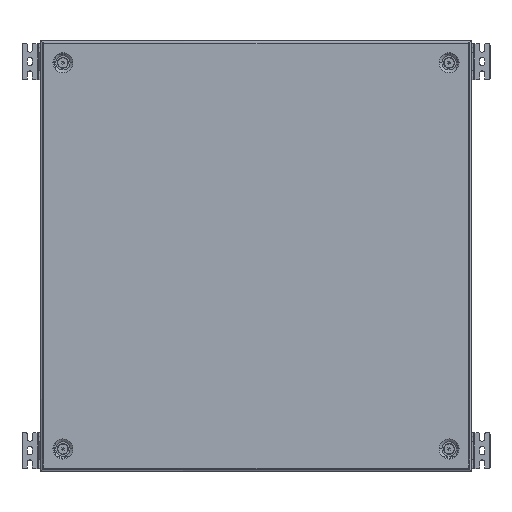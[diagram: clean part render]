
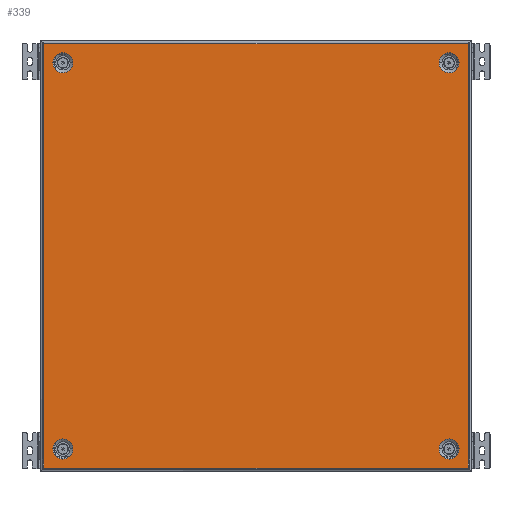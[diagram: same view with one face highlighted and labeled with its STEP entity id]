
A CAD part, top view. The second image highlights one B-rep face of the part: STEP entity #339.
In plain terms, the highlighted planar face has unit normal (0, 0, 1).
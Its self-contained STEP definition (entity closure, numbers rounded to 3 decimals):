
#115 = CIRCLE ( 'NONE', #9856, 14. ) ;
#339 = ADVANCED_FACE ( 'NONE', ( #11011, #24671, #28735, #20171, #8838 ), #26552, .T. ) ;
#496 = VERTEX_POINT ( 'NONE', #12609 ) ;
#742 = CARTESIAN_POINT ( 'NONE',  ( -255., -269., 0. ) ) ;
#850 = ORIENTED_EDGE ( 'NONE', *, *, #15311, .F. ) ;
#853 = ORIENTED_EDGE ( 'NONE', *, *, #24896, .T. ) ;
#917 = DIRECTION ( 'NONE',  ( -1., 0., 0. ) ) ;
#983 = LINE ( 'NONE', #9294, #6137 ) ;
#1891 = EDGE_LOOP ( 'NONE', ( #20056, #850 ) ) ;
#1927 = ORIENTED_EDGE ( 'NONE', *, *, #3615, .T. ) ;
#2025 = VERTEX_POINT ( 'NONE', #6900 ) ;
#2349 = CIRCLE ( 'NONE', #5164, 14. ) ;
#2442 = AXIS2_PLACEMENT_3D ( 'NONE', #26305, #26034, #15296 ) ;
#2868 = CARTESIAN_POINT ( 'NONE',  ( -295.5, -295.5, 0. ) ) ;
#2993 = ORIENTED_EDGE ( 'NONE', *, *, #8883, .F. ) ;
#3340 = AXIS2_PLACEMENT_3D ( 'NONE', #27485, #18609, #13827 ) ;
#3359 = AXIS2_PLACEMENT_3D ( 'NONE', #28675, #18862, #21713 ) ;
#3481 = ORIENTED_EDGE ( 'NONE', *, *, #6926, .T. ) ;
#3615 = EDGE_CURVE ( 'NONE', #5277, #22627, #24344, .T. ) ;
#4033 = EDGE_CURVE ( 'NONE', #18479, #16203, #7849, .T. ) ;
#4623 = VECTOR ( 'NONE', #23569, 1000. ) ;
#4735 = VECTOR ( 'NONE', #26260, 1000. ) ;
#5002 = LINE ( 'NONE', #13861, #4623 ) ;
#5004 = CARTESIAN_POINT ( 'NONE',  ( 295.5, 295.5, 0. ) ) ;
#5164 = AXIS2_PLACEMENT_3D ( 'NONE', #8351, #14332, #6032 ) ;
#5239 = CARTESIAN_POINT ( 'NONE',  ( -269., -269., 0. ) ) ;
#5277 = VERTEX_POINT ( 'NONE', #2868 ) ;
#5387 = EDGE_CURVE ( 'NONE', #24676, #14686, #2349, .T. ) ;
#5604 = CARTESIAN_POINT ( 'NONE',  ( -295.4, -295.5, 0. ) ) ;
#5676 = ORIENTED_EDGE ( 'NONE', *, *, #4033, .F. ) ;
#5692 = ORIENTED_EDGE ( 'NONE', *, *, #19183, .T. ) ;
#6032 = DIRECTION ( 'NONE',  ( 1., 0., 0. ) ) ;
#6080 = CARTESIAN_POINT ( 'NONE',  ( -283., -269., 0. ) ) ;
#6137 = VECTOR ( 'NONE', #27013, 1000. ) ;
#6900 = CARTESIAN_POINT ( 'NONE',  ( 295.4, 295.5, 0. ) ) ;
#6926 = EDGE_CURVE ( 'NONE', #21169, #496, #19878, .T. ) ;
#7052 = EDGE_LOOP ( 'NONE', ( #5676, #9753 ) ) ;
#7379 = CARTESIAN_POINT ( 'NONE',  ( 295.793, 295.5, 0. ) ) ;
#7847 = DIRECTION ( 'NONE',  ( 0., 1., 0. ) ) ;
#7849 = CIRCLE ( 'NONE', #18509, 14. ) ;
#7977 = CIRCLE ( 'NONE', #3340, 14. ) ;
#8351 = CARTESIAN_POINT ( 'NONE',  ( 269., -269., 0. ) ) ;
#8355 = EDGE_CURVE ( 'NONE', #13866, #26614, #7977, .T. ) ;
#8838 = FACE_BOUND ( 'NONE', #7052, .T. ) ;
#8883 = EDGE_CURVE ( 'NONE', #24717, #16903, #983, .T. ) ;
#8962 = EDGE_CURVE ( 'NONE', #18519, #17425, #22363, .T. ) ;
#8991 = LINE ( 'NONE', #7379, #18111 ) ;
#9119 = VERTEX_POINT ( 'NONE', #5004 ) ;
#9222 = VECTOR ( 'NONE', #7847, 1000. ) ;
#9294 = CARTESIAN_POINT ( 'NONE',  ( -297.5, 295.5, 0. ) ) ;
#9391 = DIRECTION ( 'NONE',  ( 1., 0., 0. ) ) ;
#9485 = EDGE_CURVE ( 'NONE', #26614, #13866, #19153, .T. ) ;
#9588 = DIRECTION ( 'NONE',  ( -1., 0., 0. ) ) ;
#9753 = ORIENTED_EDGE ( 'NONE', *, *, #18080, .F. ) ;
#9856 = AXIS2_PLACEMENT_3D ( 'NONE', #5239, #20502, #9588 ) ;
#10021 = CARTESIAN_POINT ( 'NONE',  ( 295.5, -295.793, 0. ) ) ;
#10122 = ORIENTED_EDGE ( 'NONE', *, *, #27029, .T. ) ;
#11003 = EDGE_LOOP ( 'NONE', ( #22809, #13708 ) ) ;
#11011 = FACE_BOUND ( 'NONE', #11003, .T. ) ;
#11373 = ORIENTED_EDGE ( 'NONE', *, *, #19061, .T. ) ;
#11828 = DIRECTION ( 'NONE',  ( -1., 0., 0. ) ) ;
#12609 = CARTESIAN_POINT ( 'NONE',  ( 295.5, -295.5, 0. ) ) ;
#12904 = CARTESIAN_POINT ( 'NONE',  ( 283., 269., 0. ) ) ;
#13281 = CARTESIAN_POINT ( 'NONE',  ( 255., -269., 0. ) ) ;
#13708 = ORIENTED_EDGE ( 'NONE', *, *, #8355, .F. ) ;
#13827 = DIRECTION ( 'NONE',  ( 1., 0., 0. ) ) ;
#13861 = CARTESIAN_POINT ( 'NONE',  ( -295.5, 295.793, 0. ) ) ;
#13866 = VERTEX_POINT ( 'NONE', #18234 ) ;
#14146 = DIRECTION ( 'NONE',  ( 0., 0., 1. ) ) ;
#14332 = DIRECTION ( 'NONE',  ( 0., 0., 1. ) ) ;
#14686 = VERTEX_POINT ( 'NONE', #14993 ) ;
#14993 = CARTESIAN_POINT ( 'NONE',  ( 283., -269., 0. ) ) ;
#15076 = ORIENTED_EDGE ( 'NONE', *, *, #23925, .T. ) ;
#15135 = AXIS2_PLACEMENT_3D ( 'NONE', #24376, #15671, #17991 ) ;
#15296 = DIRECTION ( 'NONE',  ( 1., 0., 0. ) ) ;
#15311 = EDGE_CURVE ( 'NONE', #17425, #18519, #16579, .T. ) ;
#15527 = DIRECTION ( 'NONE',  ( 0., 0., 1. ) ) ;
#15671 = DIRECTION ( 'NONE',  ( 0., 0., 1. ) ) ;
#15672 = DIRECTION ( 'NONE',  ( -1., 0., 0. ) ) ;
#15931 = CARTESIAN_POINT ( 'NONE',  ( 269., 269., 0. ) ) ;
#16187 = VECTOR ( 'NONE', #9391, 1000. ) ;
#16203 = VERTEX_POINT ( 'NONE', #742 ) ;
#16395 = DIRECTION ( 'NONE',  ( 1., 0., 0. ) ) ;
#16526 = CARTESIAN_POINT ( 'NONE',  ( -295.793, -295.5, 0. ) ) ;
#16579 = CIRCLE ( 'NONE', #28618, 14. ) ;
#16773 = CARTESIAN_POINT ( 'NONE',  ( 295.793, 295.5, 0. ) ) ;
#16903 = VERTEX_POINT ( 'NONE', #21059 ) ;
#17425 = VERTEX_POINT ( 'NONE', #26760 ) ;
#17991 = DIRECTION ( 'NONE',  ( 1., 0., 0. ) ) ;
#18080 = EDGE_CURVE ( 'NONE', #16203, #18479, #115, .T. ) ;
#18111 = VECTOR ( 'NONE', #15672, 1000. ) ;
#18234 = CARTESIAN_POINT ( 'NONE',  ( -255., 269., 0. ) ) ;
#18479 = VERTEX_POINT ( 'NONE', #6080 ) ;
#18509 = AXIS2_PLACEMENT_3D ( 'NONE', #25037, #14146, #11828 ) ;
#18519 = VERTEX_POINT ( 'NONE', #12904 ) ;
#18609 = DIRECTION ( 'NONE',  ( 0., 0., 1. ) ) ;
#18662 = DIRECTION ( 'NONE',  ( 0., 0., 1. ) ) ;
#18862 = DIRECTION ( 'NONE',  ( 0., 0., 1. ) ) ;
#18959 = DIRECTION ( 'NONE',  ( -1., 0., 0. ) ) ;
#19061 = EDGE_CURVE ( 'NONE', #2025, #16903, #8991, .T. ) ;
#19153 = CIRCLE ( 'NONE', #2442, 14. ) ;
#19183 = EDGE_CURVE ( 'NONE', #22627, #21169, #23627, .T. ) ;
#19878 = LINE ( 'NONE', #22357, #4735 ) ;
#19985 = CARTESIAN_POINT ( 'NONE',  ( 295.4, -295.5, 0. ) ) ;
#19999 = VECTOR ( 'NONE', #18959, 1000. ) ;
#20056 = ORIENTED_EDGE ( 'NONE', *, *, #8962, .F. ) ;
#20171 = FACE_BOUND ( 'NONE', #25241, .T. ) ;
#20502 = DIRECTION ( 'NONE',  ( 0., 0., 1. ) ) ;
#20509 = CARTESIAN_POINT ( 'NONE',  ( -283., 269., 0. ) ) ;
#20653 = LINE ( 'NONE', #10021, #9222 ) ;
#20829 = EDGE_CURVE ( 'NONE', #14686, #24676, #24889, .T. ) ;
#21059 = CARTESIAN_POINT ( 'NONE',  ( -295.4, 295.5, 0. ) ) ;
#21169 = VERTEX_POINT ( 'NONE', #19985 ) ;
#21713 = DIRECTION ( 'NONE',  ( -1., 0., 0. ) ) ;
#22357 = CARTESIAN_POINT ( 'NONE',  ( 297.5, -295.5, 0. ) ) ;
#22363 = CIRCLE ( 'NONE', #3359, 14. ) ;
#22627 = VERTEX_POINT ( 'NONE', #5604 ) ;
#22809 = ORIENTED_EDGE ( 'NONE', *, *, #9485, .F. ) ;
#23177 = LINE ( 'NONE', #16773, #19999 ) ;
#23309 = EDGE_LOOP ( 'NONE', ( #10122, #11373, #2993, #853, #1927, #5692, #3481, #15076 ) ) ;
#23569 = DIRECTION ( 'NONE',  ( 0., -1., 0. ) ) ;
#23627 = LINE ( 'NONE', #16526, #24613 ) ;
#23925 = EDGE_CURVE ( 'NONE', #496, #9119, #20653, .T. ) ;
#23946 = AXIS2_PLACEMENT_3D ( 'NONE', #28443, #15527, #26696 ) ;
#24318 = CARTESIAN_POINT ( 'NONE',  ( -295.5, 295.5, 0. ) ) ;
#24344 = LINE ( 'NONE', #26961, #16187 ) ;
#24376 = CARTESIAN_POINT ( 'NONE',  ( 0., 0., 0. ) ) ;
#24613 = VECTOR ( 'NONE', #16395, 1000. ) ;
#24671 = FACE_BOUND ( 'NONE', #1891, .T. ) ;
#24676 = VERTEX_POINT ( 'NONE', #13281 ) ;
#24717 = VERTEX_POINT ( 'NONE', #24318 ) ;
#24889 = CIRCLE ( 'NONE', #23946, 14. ) ;
#24896 = EDGE_CURVE ( 'NONE', #24717, #5277, #5002, .T. ) ;
#25037 = CARTESIAN_POINT ( 'NONE',  ( -269., -269., 0. ) ) ;
#25241 = EDGE_LOOP ( 'NONE', ( #26993, #27505 ) ) ;
#26034 = DIRECTION ( 'NONE',  ( 0., 0., 1. ) ) ;
#26260 = DIRECTION ( 'NONE',  ( 1., 0., 0. ) ) ;
#26305 = CARTESIAN_POINT ( 'NONE',  ( -269., 269., 0. ) ) ;
#26552 = PLANE ( 'NONE',  #15135 ) ;
#26614 = VERTEX_POINT ( 'NONE', #20509 ) ;
#26696 = DIRECTION ( 'NONE',  ( 1., 0., 0. ) ) ;
#26760 = CARTESIAN_POINT ( 'NONE',  ( 255., 269., 0. ) ) ;
#26961 = CARTESIAN_POINT ( 'NONE',  ( -295.793, -295.5, 0. ) ) ;
#26993 = ORIENTED_EDGE ( 'NONE', *, *, #20829, .F. ) ;
#27013 = DIRECTION ( 'NONE',  ( 1., 0., 0. ) ) ;
#27029 = EDGE_CURVE ( 'NONE', #9119, #2025, #23177, .T. ) ;
#27485 = CARTESIAN_POINT ( 'NONE',  ( -269., 269., 0. ) ) ;
#27505 = ORIENTED_EDGE ( 'NONE', *, *, #5387, .F. ) ;
#28443 = CARTESIAN_POINT ( 'NONE',  ( 269., -269., 0. ) ) ;
#28618 = AXIS2_PLACEMENT_3D ( 'NONE', #15931, #18662, #917 ) ;
#28675 = CARTESIAN_POINT ( 'NONE',  ( 269., 269., 0. ) ) ;
#28735 = FACE_OUTER_BOUND ( 'NONE', #23309, .T. ) ;
